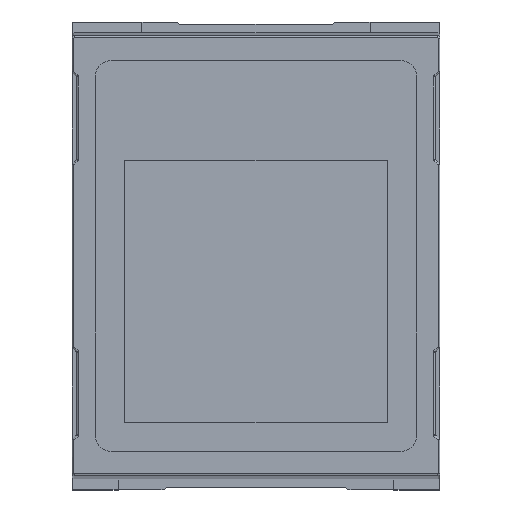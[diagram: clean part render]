
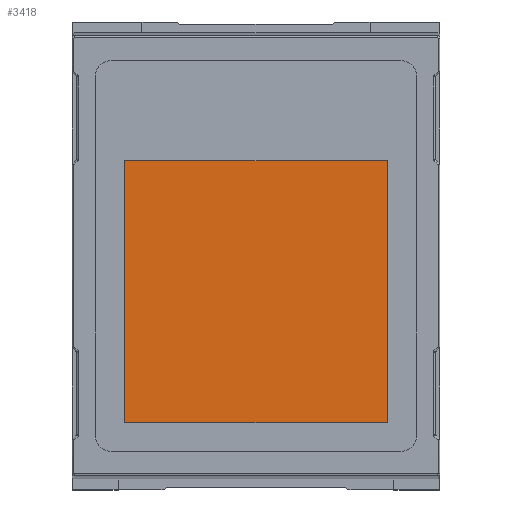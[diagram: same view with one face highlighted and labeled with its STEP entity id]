
A CAD part, top view. The second image highlights one B-rep face of the part: STEP entity #3418.
In plain terms, the highlighted planar face has unit normal (0, 0, 1).
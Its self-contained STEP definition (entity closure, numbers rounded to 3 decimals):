
#840=ORIENTED_EDGE('',*,*,#1185,.T.);
#841=ORIENTED_EDGE('',*,*,#1188,.T.);
#842=ORIENTED_EDGE('',*,*,#1190,.T.);
#843=ORIENTED_EDGE('',*,*,#1191,.T.);
#1185=EDGE_CURVE('',#1411,#1410,#1677,.T.);
#1188=EDGE_CURVE('',#1410,#1412,#1680,.T.);
#1190=EDGE_CURVE('',#1412,#1413,#1682,.T.);
#1191=EDGE_CURVE('',#1413,#1411,#1683,.T.);
#1410=VERTEX_POINT('',#5062);
#1411=VERTEX_POINT('',#5064);
#1412=VERTEX_POINT('',#5068);
#1413=VERTEX_POINT('',#5072);
#1677=LINE('',#5063,#1947);
#1680=LINE('',#5069,#1950);
#1682=LINE('',#5073,#1952);
#1683=LINE('',#5075,#1953);
#1947=VECTOR('',#4311,1000.);
#1950=VECTOR('',#4316,1000.);
#1952=VECTOR('',#4320,1000.);
#1953=VECTOR('',#4323,1000.);
#2097=EDGE_LOOP('',(#840,#841,#842,#843));
#2241=FACE_BOUND('',#2097,.T.);
#2328=PLANE('',#3633);
#3418=ADVANCED_FACE('',(#2241),#2328,.T.);
#3633=AXIS2_PLACEMENT_3D('',#5076,#4324,#4325);
#4311=DIRECTION('',(1.,0.,0.));
#4316=DIRECTION('',(0.,1.,0.));
#4320=DIRECTION('',(-1.,0.,0.));
#4323=DIRECTION('',(0.,-1.,0.));
#4324=DIRECTION('',(0.,0.,1.));
#4325=DIRECTION('',(1.,0.,0.));
#5062=CARTESIAN_POINT('',(1.425,-1.815,0.848));
#5063=CARTESIAN_POINT('',(-1.425,-1.815,0.848));
#5064=CARTESIAN_POINT('',(-1.425,-1.815,0.848));
#5068=CARTESIAN_POINT('',(1.425,1.035,0.848));
#5069=CARTESIAN_POINT('',(1.425,-1.815,0.848));
#5072=CARTESIAN_POINT('',(-1.425,1.035,0.848));
#5073=CARTESIAN_POINT('',(1.425,1.035,0.848));
#5075=CARTESIAN_POINT('',(-1.425,1.035,0.848));
#5076=CARTESIAN_POINT('',(0.,0.,0.848));
